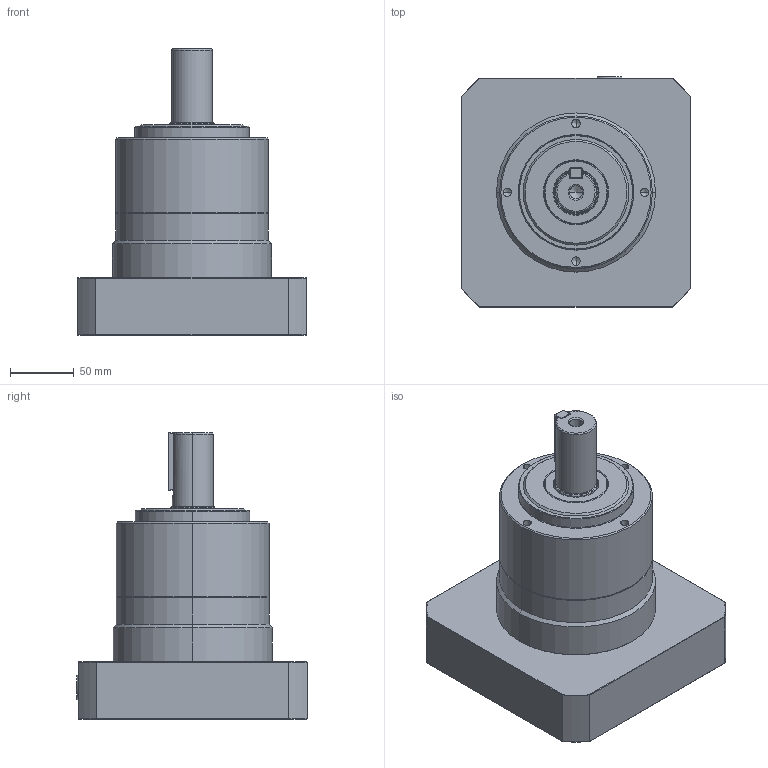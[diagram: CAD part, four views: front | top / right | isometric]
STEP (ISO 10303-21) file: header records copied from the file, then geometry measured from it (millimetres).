
FILE_DESCRIPTION (( 'STEP AP203' ), '1' );
FILE_NAME ('PGA120-05A6.step', '2019-12-03T14:52:33', ( '' ), ( '' ), 'SwSTEP 2.0', 'SolidWorks 2019', '' );
FILE_SCHEMA (( 'CONFIG_CONTROL_DESIGN' ));
Length unit declared in the file: inch
Products named in the file (1): PGA120-05A6
Bounding box: 180 x 181 x 225 mm (x, y, z)
Volume: 2444979.5 mm3; surface area: 194316.6 mm2
Topology: 1 solids, 1 shells, 382 faces, 976 edges, 594 vertices
Faces by surface type: plane 149, cylinder 107, cone 92, torus 34
Entity records: 11671 total; most frequent: CARTESIAN_POINT 2564, DIRECTION 1952, ORIENTED_EDGE 1872, EDGE_CURVE 936, AXIS2_PLACEMENT_3D 762, VERTEX_POINT 594, LINE 428, VECTOR 428
